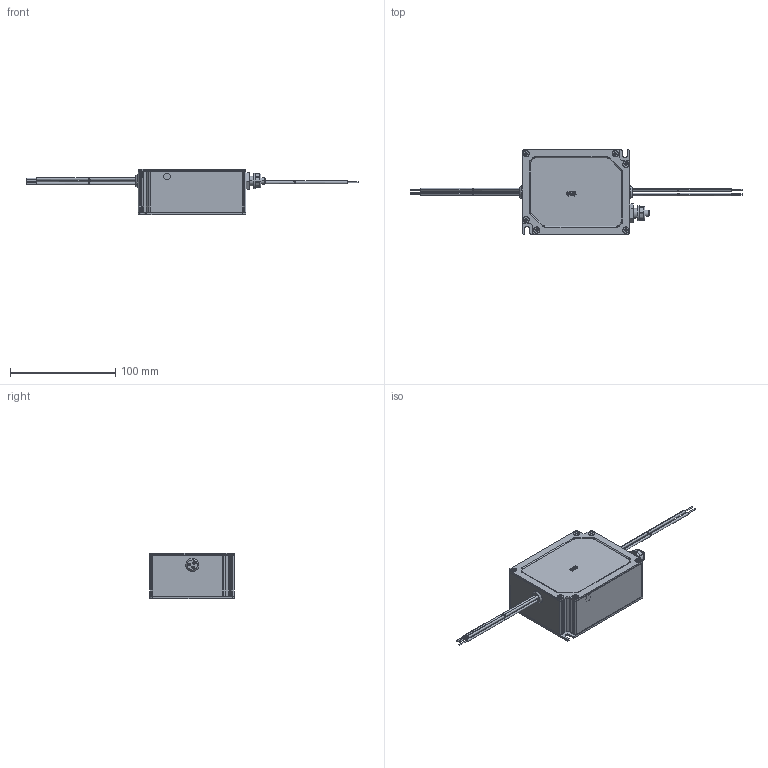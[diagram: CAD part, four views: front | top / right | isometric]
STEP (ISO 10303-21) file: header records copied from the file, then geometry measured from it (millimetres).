
FILE_DESCRIPTION (( 'STEP AP203' ), '1' );
FILE_NAME ('A6584.STEP', '2020-03-20T02:54:45', ( 'm' ), ( 'N' ), 'SwSTEP 2.0', 'SolidWorks 2012', '' );
FILE_SCHEMA (( 'CONFIG_CONTROL_DESIGN' ));
Length unit declared in the file: millimetre
Products named in the file (15): A6584; 嫩猾蝶; 傷赽崨盄湍; MAM-3盓傅翐; Mini5ﾐｾ｡｡; 準滅惇盄旰; 非防爆输入三线＿SR; 準滅惇滅惇PCB; 準滅惇A4064橈埽え; 準滅惇霧齪; 準滅惇躇猾菜; 準滅惇countersunk flat head cross recess screw_iso_ISO 7046-1 - M3 x 8 - Z --- 8S; 準滅惇奻褲; 準滅惇俋褲; 準滅惇菁啣
Assembly tree (35 placements, depth 2):
  A6584
    準滅惇菁啣
    準滅惇俋褲
    準滅惇奻褲
    準滅惇countersunk flat head cross recess screw_iso_ISO 7046-1 - M3 x 8 - Z --- 8S  x12
    準滅惇躇猾菜  x2
    準滅惇霧齪
    準滅惇A4064橈埽え
    準滅惇滅惇PCB
    非防爆输入三线＿SR  x2
    準滅惇盄旰  x5
    Mini5ﾐｾ｡｡
    MAM-3盓傅翐  x4
    傷赽崨盄湍  x2
    嫩猾蝶
Bounding box: 315.1 x 80.5 x 43.1 mm (x, y, z)
Volume: 421937.2 mm3; surface area: 185094.9 mm2
Topology: 40 solids, 41 shells, 2578 faces, 6999 edges, 4474 vertices
Faces by surface type: plane 1008, cone 802, cylinder 614, bspline 90, torus 60, sphere 4
Entity records: 38427 total; most frequent: CARTESIAN_POINT 9617, ORIENTED_EDGE 5648, DIRECTION 5362, EDGE_CURVE 2824, LINE 1886, VECTOR 1886, VERTEX_POINT 1839, AXIS2_PLACEMENT_3D 1738
